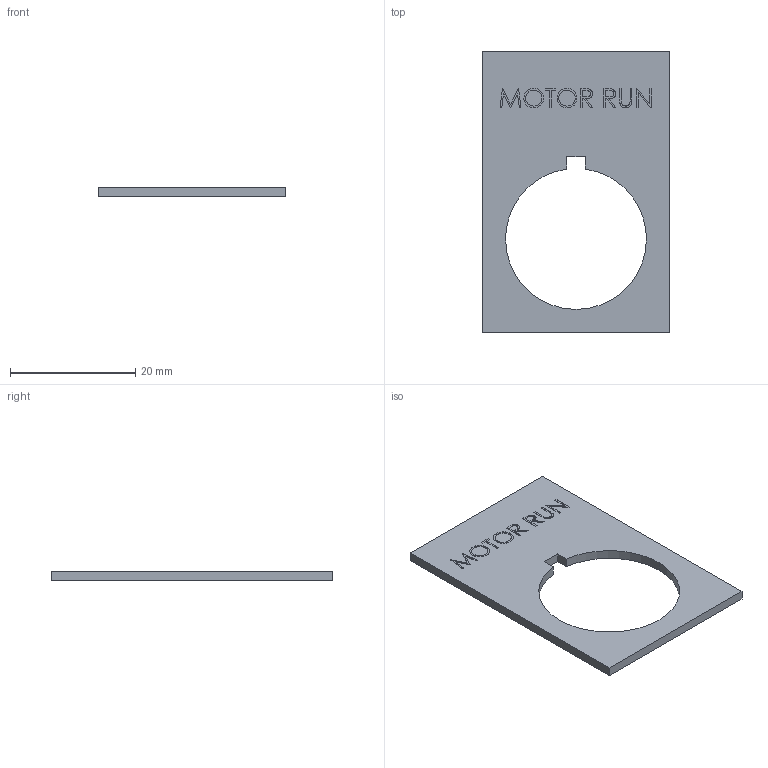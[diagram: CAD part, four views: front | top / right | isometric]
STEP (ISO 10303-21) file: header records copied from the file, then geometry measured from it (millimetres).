
FILE_DESCRIPTION (( 'STEP AP214' ), '1' );
FILE_NAME ('ECX1670-B22.step', '2018-10-09T17:23:35', ( '' ), ( '' ), 'SwSTEP 2.0', 'SolidWorks 2017', '' );
FILE_SCHEMA (( 'AUTOMOTIVE_DESIGN' ));
Length unit declared in the file: inch
Products named in the file (1): ECX1670-B22
Bounding box: 30 x 45 x 1.5 mm (x, y, z)
Volume: 1419.6 mm3; surface area: 2233.6 mm2
Topology: 1 solids, 1 shells, 116 faces, 306 edges, 204 vertices
Faces by surface type: plane 80, bspline 33, cylinder 3
Entity records: 7134 total; most frequent: CARTESIAN_POINT 3132, ORIENTED_EDGE 612, DIRECTION 414, EDGE_CURVE 306, LINE 234, VECTOR 234, VERTEX_POINT 204, EDGE_LOOP 130
